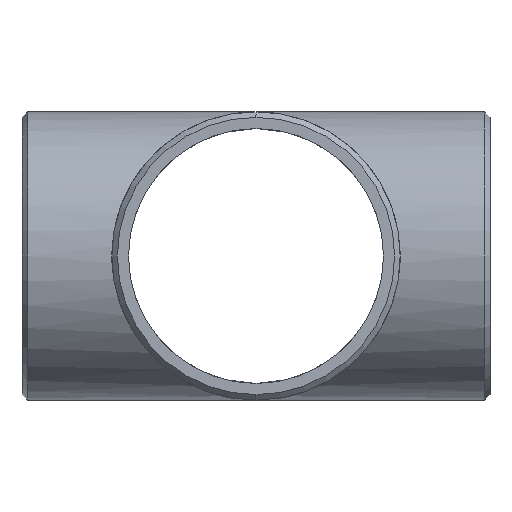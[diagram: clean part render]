
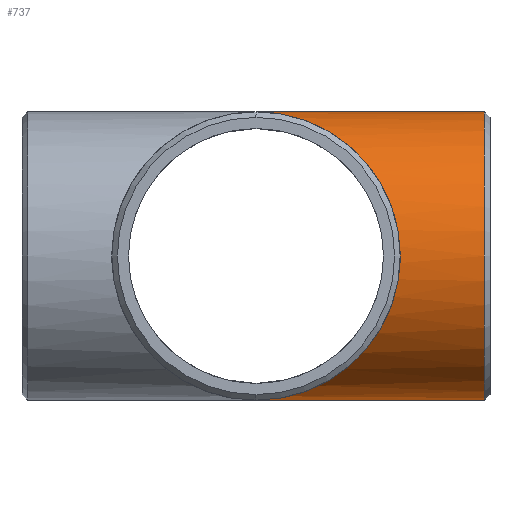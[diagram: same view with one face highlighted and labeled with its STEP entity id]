
A CAD part, left-side view. The second image highlights one B-rep face of the part: STEP entity #737.
In plain terms, the highlighted cylindrical face has radius 109.537 mm (diameter 219.075 mm), a partial arc.
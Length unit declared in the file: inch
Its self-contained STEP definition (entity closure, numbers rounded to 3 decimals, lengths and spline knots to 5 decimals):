
#4 = AXIS2_PLACEMENT_3D ( 'NONE', #252, #83, #331 ) ;
#26 = VECTOR ( 'NONE', #752, 39.37008 ) ;
#56 = CARTESIAN_POINT ( 'NONE',  ( 0., 0., -4.3125 ) ) ;
#60 = LINE ( 'NONE', #308, #26 ) ;
#79 = CARTESIAN_POINT ( 'NONE',  ( 0., 0., -4.3125 ) ) ;
#83 = DIRECTION ( 'NONE',  ( 0., 1., 0. ) ) ;
#84 = CARTESIAN_POINT ( 'NONE',  ( 0., 0., 4.3125 ) ) ;
#150 = ORIENTED_EDGE ( 'NONE', *, *, #266, .F. ) ;
#184 = EDGE_LOOP ( 'NONE', ( #373, #518, #795, #150 ) ) ;
#196 = DIRECTION ( 'NONE',  ( 0., 1., 0. ) ) ;
#205 = VERTEX_POINT ( 'NONE', #56 ) ;
#207 = LINE ( 'NONE', #569, #222 ) ;
#211 = CIRCLE ( 'NONE', #666, 4.3125 ) ;
#222 = VECTOR ( 'NONE', #449, 39.37008 ) ;
#252 = CARTESIAN_POINT ( 'NONE',  ( 0., -7., 0. ) ) ;
#264 = CARTESIAN_POINT ( 'NONE',  ( -8.625, -8.625, 4.3125 ) ) ;
#266 = EDGE_CURVE ( 'NONE', #468, #205, #60, .T. ) ;
#308 = CARTESIAN_POINT ( 'NONE',  ( 0., -7., -4.3125 ) ) ;
#315 = EDGE_CURVE ( 'NONE', #205, #333, #688, .T. ) ;
#331 = DIRECTION ( 'NONE',  ( 0., 0., -1. ) ) ;
#333 = VERTEX_POINT ( 'NONE', #761 ) ;
#373 = ORIENTED_EDGE ( 'NONE', *, *, #769, .T. ) ;
#390 = DIRECTION ( 'NONE',  ( 0., 0., -1. ) ) ;
#412 = EDGE_CURVE ( 'NONE', #457, #333, #207, .T. ) ;
#449 = DIRECTION ( 'NONE',  ( 0., 1., 0. ) ) ;
#457 = VERTEX_POINT ( 'NONE', #787 ) ;
#468 = VERTEX_POINT ( 'NONE', #601 ) ;
#510 = CARTESIAN_POINT ( 'NONE',  ( -8.625, -8.625, -4.3125 ) ) ;
#518 = ORIENTED_EDGE ( 'NONE', *, *, #412, .T. ) ;
#569 = CARTESIAN_POINT ( 'NONE',  ( 0., -7., 4.3125 ) ) ;
#572 = CYLINDRICAL_SURFACE ( 'NONE', #4, 4.3125 ) ;
#601 = CARTESIAN_POINT ( 'NONE',  ( 0., -6.83333, -4.3125 ) ) ;
#634 = FACE_OUTER_BOUND ( 'NONE', #184, .T. ) ;
#666 = AXIS2_PLACEMENT_3D ( 'NONE', #751, #196, #390 ) ;
#688 =( BOUNDED_CURVE ( )  B_SPLINE_CURVE ( 3, ( #79, #510, #264, #84 ),
 .UNSPECIFIED., .F., .T. ) 
 B_SPLINE_CURVE_WITH_KNOTS ( ( 4, 4 ),
 ( 4.71239, 7.85398 ),
 .UNSPECIFIED. ) 
 CURVE ( )  GEOMETRIC_REPRESENTATION_ITEM ( )  RATIONAL_B_SPLINE_CURVE ( ( 1., 0.333, 0.333, 1. ) ) 
 REPRESENTATION_ITEM ( '' )  );
#737 = ADVANCED_FACE ( 'NONE', ( #634 ), #572, .T. ) ;
#751 = CARTESIAN_POINT ( 'NONE',  ( 0., -6.83333, 0. ) ) ;
#752 = DIRECTION ( 'NONE',  ( 0., 1., 0. ) ) ;
#761 = CARTESIAN_POINT ( 'NONE',  ( 0., 0., 4.3125 ) ) ;
#769 = EDGE_CURVE ( 'NONE', #468, #457, #211, .T. ) ;
#787 = CARTESIAN_POINT ( 'NONE',  ( 0., -6.83333, 4.3125 ) ) ;
#795 = ORIENTED_EDGE ( 'NONE', *, *, #315, .F. ) ;
